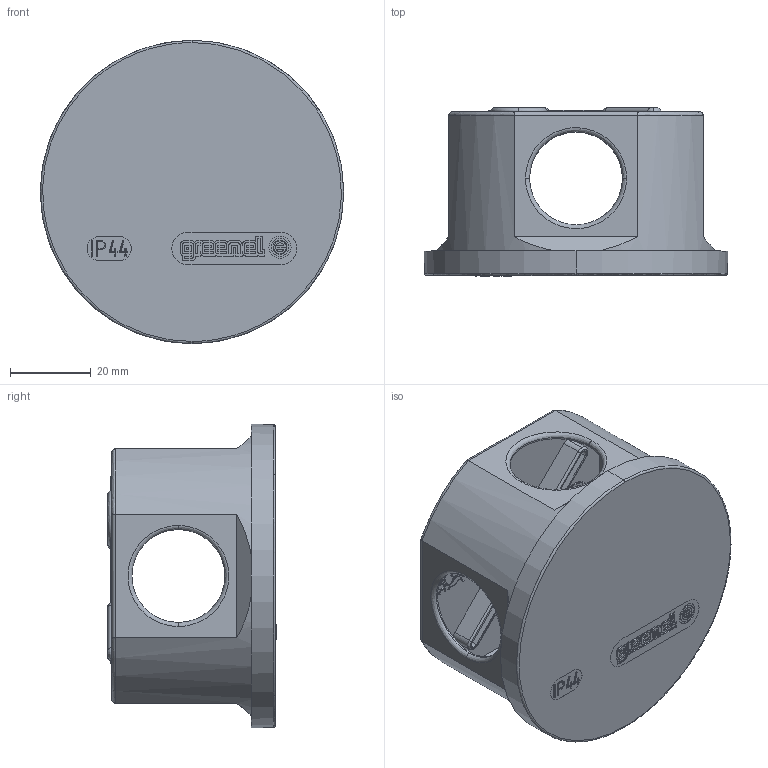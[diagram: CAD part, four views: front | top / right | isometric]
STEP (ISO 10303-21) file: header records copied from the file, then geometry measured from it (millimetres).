
FILE_DESCRIPTION (( 'STEP AP214' ), '1' );
FILE_NAME ('GE41237.STEP', '2021-11-09T09:14:13', ( '' ), ( '' ), 'SwSTEP 2.0', 'SolidWorks 2017', '' );
FILE_SCHEMA (( 'AUTOMOTIVE_DESIGN' ));
Length unit declared in the file: millimetre
Products named in the file (1): GE41237
Bounding box: 75.21 x 41.74 x 75.21 mm (x, y, z)
Volume: 24025 mm3; surface area: 36562.9 mm2
Topology: 18 solids, 18 shells, 1179 faces, 2900 edges, 1818 vertices
Faces by surface type: plane 587, cylinder 452, bspline 93, cone 47
Entity records: 49051 total; most frequent: CARTESIAN_POINT 9133, ORIENTED_EDGE 5800, DIRECTION 5223, EDGE_CURVE 2900, LINE 1927, VECTOR 1927, VERTEX_POINT 1818, AXIS2_PLACEMENT_3D 1648
